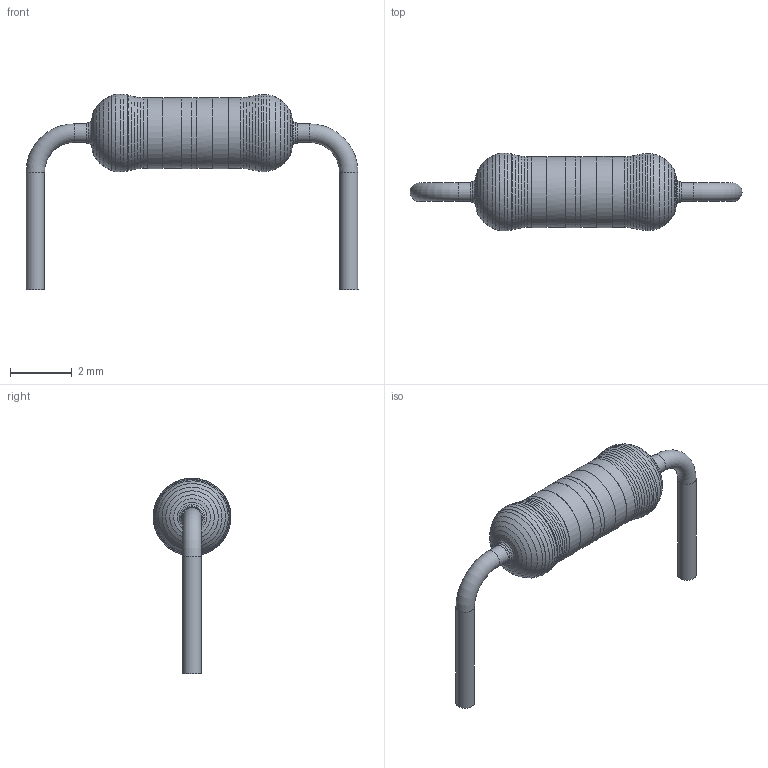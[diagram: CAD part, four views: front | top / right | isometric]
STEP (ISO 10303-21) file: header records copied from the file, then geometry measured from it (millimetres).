
FILE_DESCRIPTION(('FreeCAD Model'),'2;1');
FILE_NAME('Open CASCADE Shape Model','2023-02-20T14:14:36',(''),(''), 'Open CASCADE STEP processor 7.6','FreeCAD','Unknown');
FILE_SCHEMA(('AUTOMOTIVE_DESIGN { 1 0 10303 214 1 1 1 1 }'));
Length unit declared in the file: millimetre
Products named in the file (1): SFR25_100K
Bounding box: 10.76 x 2.52 x 6.34 mm (x, y, z)
Volume: 32.5 mm3; surface area: 158 mm2
Topology: 10 solids, 10 shells, 85 faces, 167 edges, 84 vertices
Faces by surface type: bspline 78, cylinder 3, torus 2, plane 2
Full cylindrical faces by diameter (mm): 0.6 x3
Entity records: 7004 total; most frequent: CARTESIAN_POINT 5280, ORIENTED_EDGE 334, EDGE_CURVE 167, PRESENTATION_STYLE_ASSIGNMENT 95, SURFACE_STYLE_USAGE 95, SURFACE_SIDE_STYLE 95, SURFACE_STYLE_FILL_AREA 95, FILL_AREA_STYLE 95
